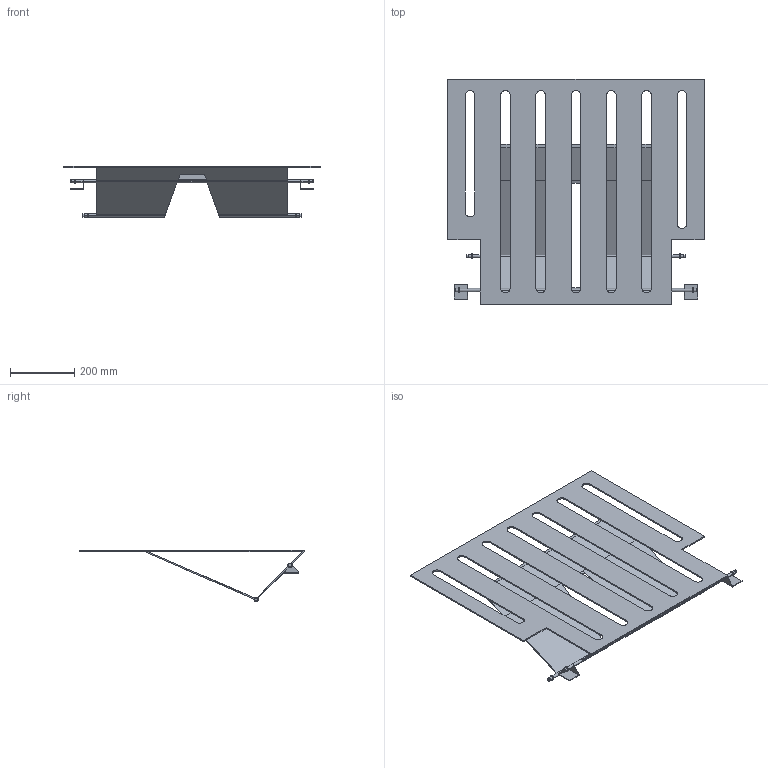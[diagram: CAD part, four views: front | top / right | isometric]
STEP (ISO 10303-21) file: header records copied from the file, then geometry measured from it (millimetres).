
FILE_DESCRIPTION(('CATIA V5 STEP Exchange'),'2;1');
FILE_NAME('Plateau.stp','2021-05-04T06:52:52+00:00',('none'),('none'),'CATIA Version 5 Release 19 SP 8 (IN-10)','CATIA V5 STEP AP203','none');
FILE_SCHEMA(('CONFIG_CONTROL_DESIGN'));
Length unit declared in the file: millimetre
Products named in the file (1): Plateau
Bounding box: 798 x 701.67 x 160.58 mm (x, y, z)
Volume: 2859397.4 mm3; surface area: 1467902.1 mm2
Topology: 1 solids, 1 shells, 143 faces, 399 edges, 258 vertices
Faces by surface type: plane 89, cylinder 54
Entity records: 4338 total; most frequent: CARTESIAN_POINT 808, ORIENTED_EDGE 798, DIRECTION 569, EDGE_CURVE 399, VECTOR 271, LINE 271, VERTEX_POINT 258, AXIS2_PLACEMENT_3D 211
